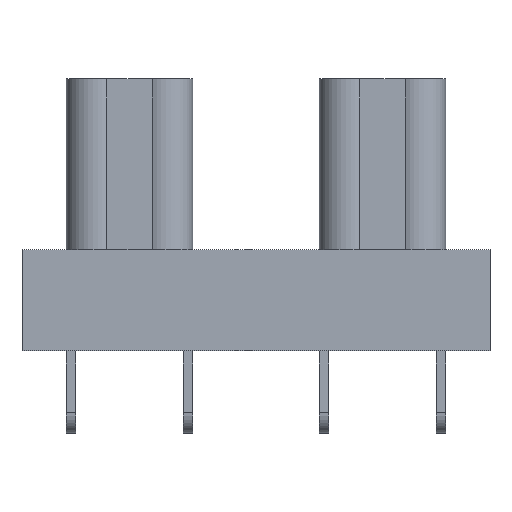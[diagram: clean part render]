
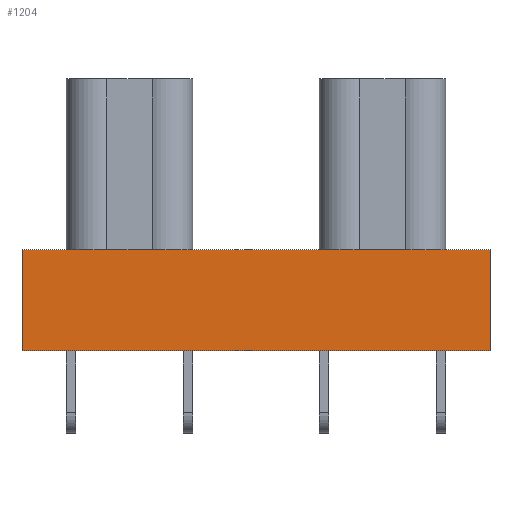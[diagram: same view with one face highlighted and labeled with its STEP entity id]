
A CAD part, front view. The second image highlights one B-rep face of the part: STEP entity #1204.
In plain terms, the highlighted planar face has unit normal (0, -1, 0).
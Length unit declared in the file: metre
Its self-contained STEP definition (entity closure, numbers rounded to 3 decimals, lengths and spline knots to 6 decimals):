
#148=ORIENTED_EDGE('',*,*,#446,.T.);
#149=ORIENTED_EDGE('',*,*,#503,.F.);
#150=ORIENTED_EDGE('',*,*,#466,.F.);
#151=ORIENTED_EDGE('',*,*,#502,.T.);
#446=EDGE_CURVE('',#627,#626,#746,.T.);
#466=EDGE_CURVE('',#646,#647,#766,.T.);
#502=EDGE_CURVE('',#646,#627,#786,.T.);
#503=EDGE_CURVE('',#647,#626,#787,.T.);
#626=VERTEX_POINT('',#1769);
#627=VERTEX_POINT('',#1771);
#646=VERTEX_POINT('',#1810);
#647=VERTEX_POINT('',#1812);
#746=LINE('',#1770,#878);
#766=LINE('',#1811,#898);
#786=LINE('',#1882,#918);
#787=LINE('',#1884,#919);
#878=VECTOR('',#1403,1.);
#898=VECTOR('',#1425,1.);
#918=VECTOR('',#1481,1.);
#919=VECTOR('',#1484,1.);
#1018=EDGE_LOOP('',(#148,#149,#150,#151));
#1092=FACE_BOUND('',#1018,.T.);
#1160=PLANE('',#1301);
#1204=ADVANCED_FACE('',(#1092),#1160,.F.);
#1301=AXIS2_PLACEMENT_3D('',#1883,#1482,#1483);
#1403=DIRECTION('',(1.,0.,0.));
#1425=DIRECTION('',(1.,0.,0.));
#1481=DIRECTION('',(0.,0.,-1.));
#1482=DIRECTION('',(0.,1.,0.));
#1483=DIRECTION('',(0.,0.,1.));
#1484=DIRECTION('',(0.,0.,-1.));
#1769=CARTESIAN_POINT('',(0.0074,-0.0024,-0.0016));
#1770=CARTESIAN_POINT('',(0.,-0.0024,-0.0016));
#1771=CARTESIAN_POINT('',(-0.0074,-0.0024,-0.0016));
#1810=CARTESIAN_POINT('',(-0.0074,-0.0024,0.0016));
#1811=CARTESIAN_POINT('',(0.,-0.0024,0.0016));
#1812=CARTESIAN_POINT('',(0.0074,-0.0024,0.0016));
#1882=CARTESIAN_POINT('',(-0.0074,-0.0024,0.0016));
#1883=CARTESIAN_POINT('',(0.,-0.0024,0.0016));
#1884=CARTESIAN_POINT('',(0.0074,-0.0024,0.0016));
